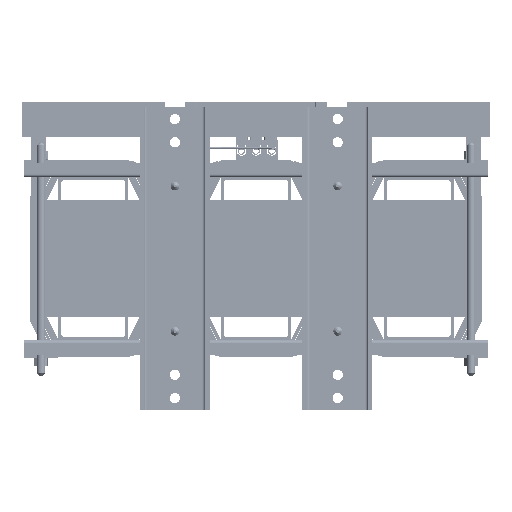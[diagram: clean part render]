
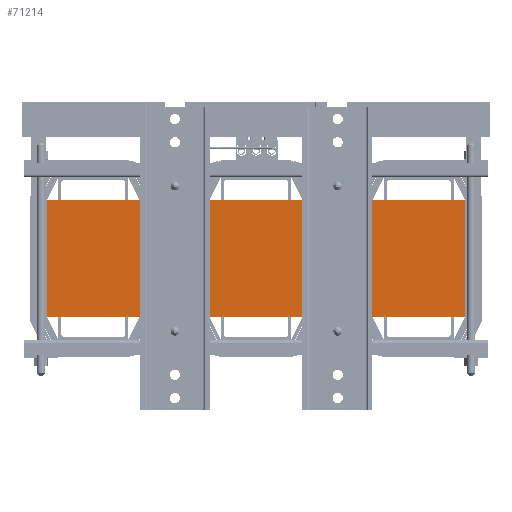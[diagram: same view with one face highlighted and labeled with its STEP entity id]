
A CAD part, front view. The second image highlights one B-rep face of the part: STEP entity #71214.
In plain terms, the highlighted face is planar.
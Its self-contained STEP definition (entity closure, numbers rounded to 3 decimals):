
#4949=FACE_OUTER_BOUND('',#8852,.T.);
#8852=EDGE_LOOP('',(#47179,#47180,#47181,#47182));
#13103=LINE('',#101881,#21221);
#13106=LINE('',#101886,#21224);
#13108=LINE('',#101890,#21226);
#13110=LINE('',#101893,#21228);
#21221=VECTOR('',#81815,0.394);
#21224=VECTOR('',#81820,0.394);
#21226=VECTOR('',#81824,0.394);
#21228=VECTOR('',#81828,0.394);
#29339=VERTEX_POINT('',#101879);
#29340=VERTEX_POINT('',#101880);
#29341=VERTEX_POINT('',#101885);
#29342=VERTEX_POINT('',#101889);
#36450=EDGE_CURVE('',#29339,#29340,#13103,.T.);
#36453=EDGE_CURVE('',#29340,#29341,#13106,.T.);
#36455=EDGE_CURVE('',#29341,#29342,#13108,.T.);
#36457=EDGE_CURVE('',#29342,#29339,#13110,.T.);
#47179=ORIENTED_EDGE('',*,*,#36450,.F.);
#47180=ORIENTED_EDGE('',*,*,#36457,.F.);
#47181=ORIENTED_EDGE('',*,*,#36455,.F.);
#47182=ORIENTED_EDGE('',*,*,#36453,.F.);
#68590=PLANE('',#75837);
#71214=ADVANCED_FACE('',(#4949),#68590,.T.);
#75837=AXIS2_PLACEMENT_3D('',#101894,#81829,#81830);
#81815=DIRECTION('',(0.,1.,0.));
#81820=DIRECTION('',(1.,0.,0.));
#81824=DIRECTION('',(0.,-1.,0.));
#81828=DIRECTION('',(-1.,0.,0.));
#81829=DIRECTION('center_axis',(0.,0.,1.));
#81830=DIRECTION('ref_axis',(1.,0.,0.));
#101879=CARTESIAN_POINT('',(-1.722,-4.058,2.));
#101880=CARTESIAN_POINT('',(-1.722,0.942,2.));
#101881=CARTESIAN_POINT('',(-1.722,-4.058,2.));
#101885=CARTESIAN_POINT('',(16.278,0.942,2.));
#101886=CARTESIAN_POINT('',(-1.722,0.942,2.));
#101889=CARTESIAN_POINT('',(16.278,-4.058,2.));
#101890=CARTESIAN_POINT('',(16.278,0.942,2.));
#101893=CARTESIAN_POINT('',(16.278,-4.058,2.));
#101894=CARTESIAN_POINT('Origin',(7.278,-1.558,2.));
